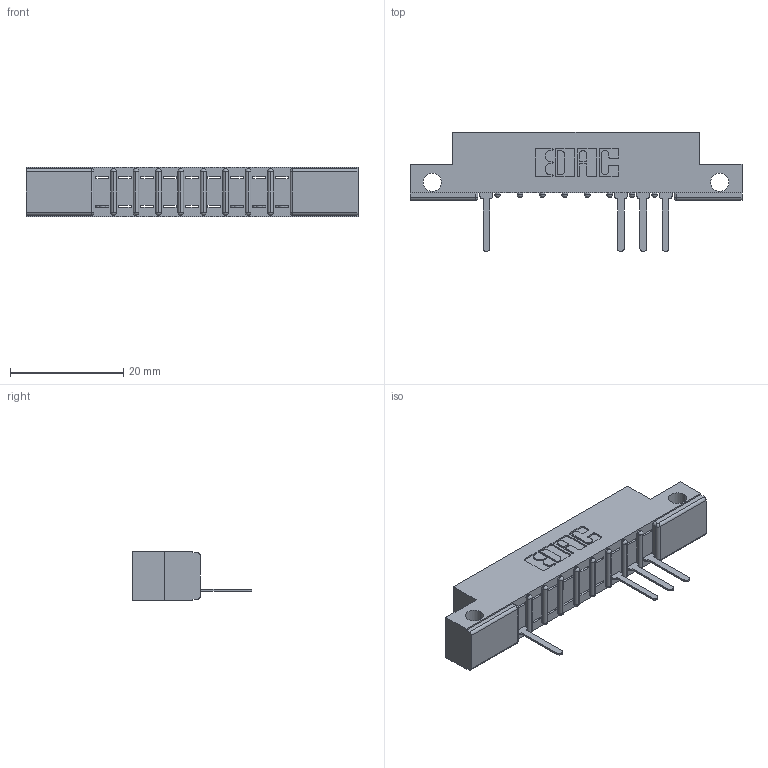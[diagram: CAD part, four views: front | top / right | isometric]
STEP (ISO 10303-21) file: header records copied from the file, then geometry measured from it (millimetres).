
FILE_DESCRIPTION (( 'STEP AP203' ), '1' );
FILE_NAME ('357-009-527-112.STEP', '2018-08-07T01:33:02', ( '' ), ( '' ), 'SwSTEP 2.0', 'SolidWorks 2016', '' );
FILE_SCHEMA (( 'CONFIG_CONTROL_DESIGN' ));
Length unit declared in the file: inch
Products named in the file (3): 357-009-527-112; 307 Part_.128 Dia Side Mounting Holes; 307-290-001_527
Assembly tree (5 placements, depth 2):
  357-009-527-112
    307 Part_.128 Dia Side Mounting Holes
    307-290-001_527  x4
Bounding box: 58.67 x 21.11 x 8.71 mm (x, y, z)
Volume: 3591 mm3; surface area: 4502.2 mm2
Topology: 5 solids, 5 shells, 452 faces, 1291 edges, 826 vertices
Faces by surface type: plane 278, cylinder 154, sphere 20
Entity records: 11594 total; most frequent: CARTESIAN_POINT 1963, ORIENTED_EDGE 1954, DIRECTION 1923, EDGE_CURVE 977, VECTOR 735, LINE 735, VERTEX_POINT 634, AXIS2_PLACEMENT_3D 594
